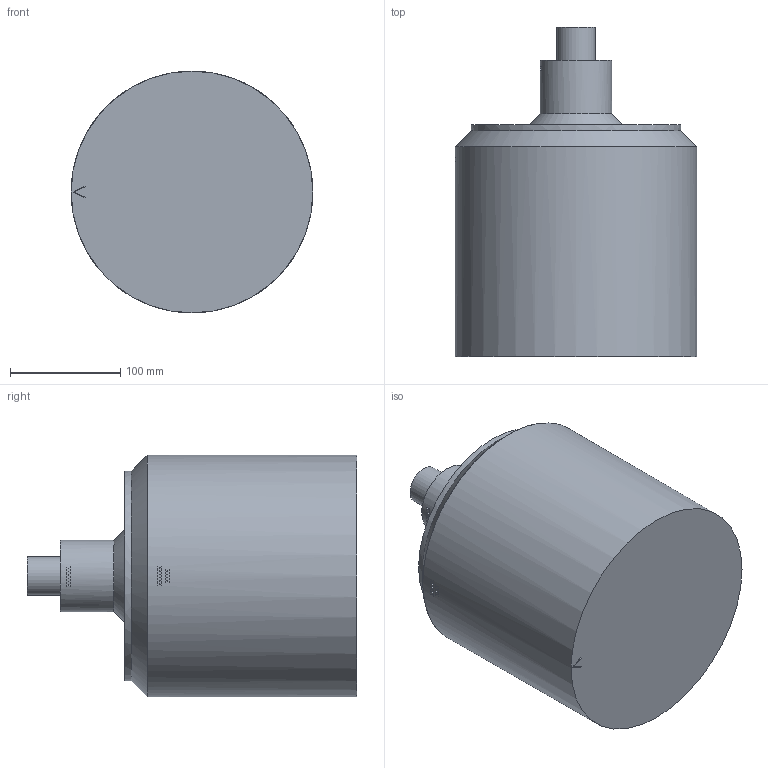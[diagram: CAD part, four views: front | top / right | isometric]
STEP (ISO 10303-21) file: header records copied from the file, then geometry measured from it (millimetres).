
FILE_DESCRIPTION (( 'STEP AP214' ), '1' );
FILE_NAME ('TC-2002-05 customer version.STEP', '2018-06-19T06:40:28', ( '' ), ( '' ), 'SwSTEP 2.0', 'SolidWorks 2018', '' );
FILE_SCHEMA (( 'AUTOMOTIVE_DESIGN' ));
Length unit declared in the file: millimetre
Products named in the file (1): TC-2002-05 customer version
Bounding box: 219.1 x 298.5 x 219.1 mm (x, y, z)
Volume: 8019690.1 mm3; surface area: 230091.7 mm2
Topology: 1 solids, 1 shells, 306 faces, 832 edges, 555 vertices
Faces by surface type: plane 299, cylinder 5, bspline 2
Full cylindrical faces by diameter (mm): 20 x1, 35 x1, 65 x1, 190 x1, 219.1 x1
Entity records: 13639 total; most frequent: CARTESIAN_POINT 2875, ORIENTED_EDGE 1644, DIRECTION 1372, EDGE_CURVE 822, VECTOR 618, LINE 618, VERTEX_POINT 552, AXIS2_PLACEMENT_3D 377
